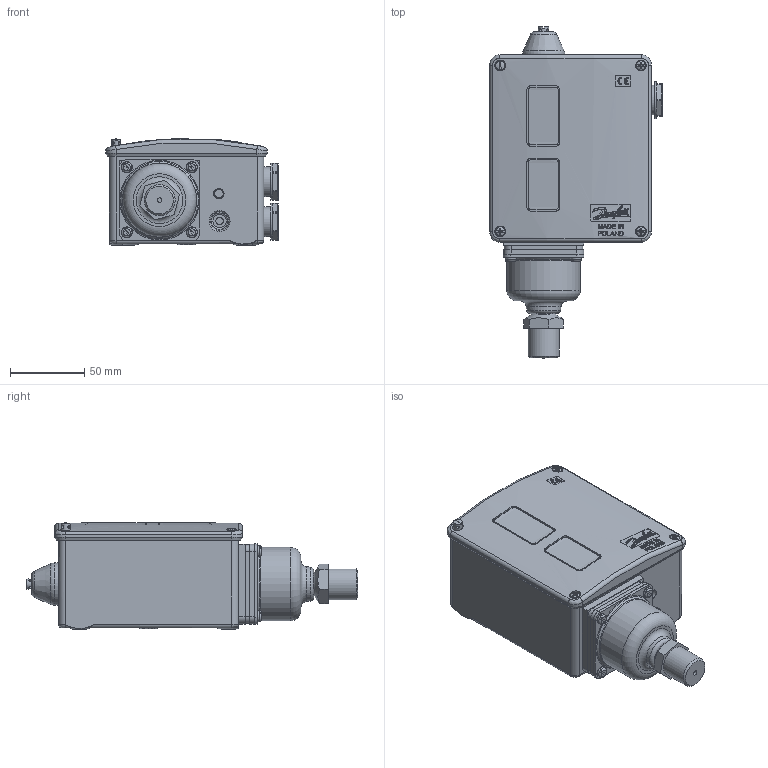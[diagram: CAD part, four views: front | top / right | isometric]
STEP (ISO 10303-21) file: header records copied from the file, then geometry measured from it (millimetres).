
FILE_DESCRIPTION((''),'2;1');
FILE_NAME('WEB017-9656.step','2014-12-03T14:00:09',(''),(''),'Autodesk Inventor 2012','Autodesk Inventor 2012','');
FILE_SCHEMA(('AUTOMOTIVE_DESIGN { 1 2 10303 214 0 1 1 1 }'));
Length unit declared in the file: millimetre
Products named in the file (1): WEB017-9656
Bounding box: 116.42 x 224.11 x 71.79 mm (x, y, z)
Volume: 990721.4 mm3; surface area: 83062.9 mm2
Topology: 1 solids, 12 shells, 1989 faces, 5636 edges, 3835 vertices
Faces by surface type: plane 1578, cylinder 202, cone 81, torus 56, bspline 46, sphere 26
Full cylindrical faces by diameter (mm): 1.8 x4, 2 x4, 3.1 x1, 3.128 x4, 3.5 x4, 3.86 x4, 5 x1, 6 x1, 7 x6, 7.2 x4, 8 x1, 8.3 x1, 9.9 x1, 11 x1, 12.5 x1, 14.05 x2, 14.5 x2, 15.2 x2, 15.22 x2, 18.3 x2, 18.45 x2, 18.5 x2, 19.28 x2, 20 x2, 20.955 x1, 25 x2, 27.5 x1, 28.7 x1, 49.6 x1, 50.5 x1
Entity records: 70162 total; most frequent: CARTESIAN_POINT 14925, DIRECTION 12086, ORIENTED_EDGE 10734, EDGE_CURVE 5367, AXIS2_PLACEMENT_3D 5059, VERTEX_POINT 3614, ELLIPSE 2448, EDGE_LOOP 2227
